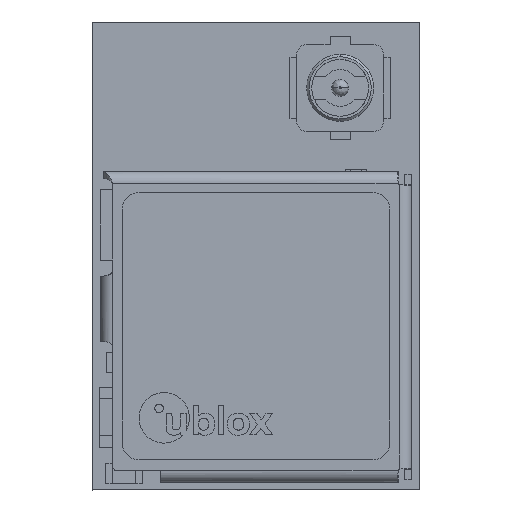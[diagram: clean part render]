
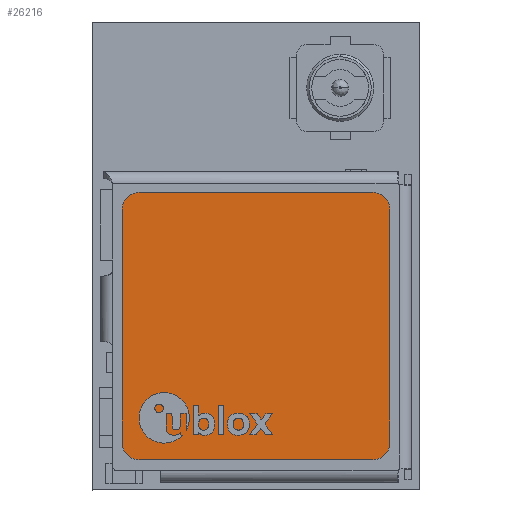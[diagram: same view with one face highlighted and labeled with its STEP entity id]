
A CAD part, top view. The second image highlights one B-rep face of the part: STEP entity #26216.
In plain terms, the highlighted planar face has unit normal (0, 0, 1).
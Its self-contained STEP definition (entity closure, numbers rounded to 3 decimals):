
#467 = LINE ( 'NONE', #8697, #5318 ) ;
#1071 = EDGE_CURVE ( 'NONE', #15888, #20872, #21624, .T. ) ;
#1585 = DIRECTION ( 'NONE',  ( 1., 0., 0. ) ) ;
#1618 = CARTESIAN_POINT ( 'NONE',  ( -3.5, -4., 0.13 ) ) ;
#1695 = CIRCLE ( 'NONE', #22654, 0.5 ) ;
#1714 = CARTESIAN_POINT ( 'NONE',  ( -4., 4., 0.13 ) ) ;
#1802 = EDGE_CURVE ( 'NONE', #20570, #10233, #14296, .T. ) ;
#2099 = CARTESIAN_POINT ( 'NONE',  ( 3.5, 3.5, 0.13 ) ) ;
#2177 = CARTESIAN_POINT ( 'NONE',  ( -4., 4., 0.13 ) ) ;
#2882 = CARTESIAN_POINT ( 'NONE',  ( 4., 3.5, 0.13 ) ) ;
#3326 = ORIENTED_EDGE ( 'NONE', *, *, #1071, .T. ) ;
#3346 = DIRECTION ( 'NONE',  ( 0., 0., 1. ) ) ;
#3530 = ORIENTED_EDGE ( 'NONE', *, *, #10220, .T. ) ;
#3533 = CARTESIAN_POINT ( 'NONE',  ( 0., 0., 0.13 ) ) ;
#3638 = PLANE ( 'NONE',  #4240 ) ;
#3898 = AXIS2_PLACEMENT_3D ( 'NONE', #14883, #17121, #1585 ) ;
#4240 = AXIS2_PLACEMENT_3D ( 'NONE', #3533, #3346, #16475 ) ;
#5136 = VECTOR ( 'NONE', #8757, 1000. ) ;
#5318 = VECTOR ( 'NONE', #24155, 1000. ) ;
#5549 = CIRCLE ( 'NONE', #13687, 0.5 ) ;
#5628 = ORIENTED_EDGE ( 'NONE', *, *, #14200, .T. ) ;
#5752 = EDGE_CURVE ( 'NONE', #25694, #28662, #9345, .T. ) ;
#6038 = EDGE_CURVE ( 'NONE', #18598, #20570, #1695, .T. ) ;
#7061 = CARTESIAN_POINT ( 'NONE',  ( 3.5, -4., 0.13 ) ) ;
#7768 = DIRECTION ( 'NONE',  ( 0., 0., 1. ) ) ;
#7905 = ORIENTED_EDGE ( 'NONE', *, *, #1802, .T. ) ;
#8041 = CARTESIAN_POINT ( 'NONE',  ( -3.5, 3.5, 0.13 ) ) ;
#8697 = CARTESIAN_POINT ( 'NONE',  ( -4., -4., 0.13 ) ) ;
#8757 = DIRECTION ( 'NONE',  ( -1., 0., 0. ) ) ;
#8824 = EDGE_LOOP ( 'NONE', ( #7905, #3530, #13832, #3326, #21859, #9781, #5628, #15132 ) ) ;
#8920 = CARTESIAN_POINT ( 'NONE',  ( -3.5, -3.5, 0.13 ) ) ;
#9345 = CIRCLE ( 'NONE', #13772, 0.5 ) ;
#9724 = EDGE_CURVE ( 'NONE', #20872, #25694, #26385, .T. ) ;
#9764 = CARTESIAN_POINT ( 'NONE',  ( -4., 3.5, 0.13 ) ) ;
#9781 = ORIENTED_EDGE ( 'NONE', *, *, #5752, .T. ) ;
#10220 = EDGE_CURVE ( 'NONE', #10233, #28396, #5549, .T. ) ;
#10233 = VERTEX_POINT ( 'NONE', #24263 ) ;
#10802 = DIRECTION ( 'NONE',  ( 1., 0., 0. ) ) ;
#11774 = DIRECTION ( 'NONE',  ( 1., 0., 0. ) ) ;
#11989 = FACE_OUTER_BOUND ( 'NONE', #8824, .T. ) ;
#13562 = EDGE_CURVE ( 'NONE', #28396, #15888, #467, .T. ) ;
#13687 = AXIS2_PLACEMENT_3D ( 'NONE', #8920, #15921, #11774 ) ;
#13772 = AXIS2_PLACEMENT_3D ( 'NONE', #2099, #21803, #10802 ) ;
#13832 = ORIENTED_EDGE ( 'NONE', *, *, #13562, .T. ) ;
#14200 = EDGE_CURVE ( 'NONE', #28662, #18598, #26681, .T. ) ;
#14296 = LINE ( 'NONE', #1714, #27202 ) ;
#14883 = CARTESIAN_POINT ( 'NONE',  ( 3.5, -3.5, 0.13 ) ) ;
#15132 = ORIENTED_EDGE ( 'NONE', *, *, #6038, .T. ) ;
#15888 = VERTEX_POINT ( 'NONE', #7061 ) ;
#15921 = DIRECTION ( 'NONE',  ( 0., 0., 1. ) ) ;
#16475 = DIRECTION ( 'NONE',  ( 1., 0., 0. ) ) ;
#17121 = DIRECTION ( 'NONE',  ( 0., 0., 1. ) ) ;
#17342 = DIRECTION ( 'NONE',  ( 0., -1., 0. ) ) ;
#17921 = CARTESIAN_POINT ( 'NONE',  ( 4., -3.5, 0.13 ) ) ;
#18598 = VERTEX_POINT ( 'NONE', #24756 ) ;
#19419 = DIRECTION ( 'NONE',  ( 0., 1., 0. ) ) ;
#20570 = VERTEX_POINT ( 'NONE', #9764 ) ;
#20872 = VERTEX_POINT ( 'NONE', #17921 ) ;
#21624 = CIRCLE ( 'NONE', #3898, 0.5 ) ;
#21803 = DIRECTION ( 'NONE',  ( 0., 0., 1. ) ) ;
#21857 = CARTESIAN_POINT ( 'NONE',  ( 4., 4., 0.13 ) ) ;
#21859 = ORIENTED_EDGE ( 'NONE', *, *, #9724, .T. ) ;
#22654 = AXIS2_PLACEMENT_3D ( 'NONE', #8041, #7768, #25569 ) ;
#24155 = DIRECTION ( 'NONE',  ( 1., 0., 0. ) ) ;
#24263 = CARTESIAN_POINT ( 'NONE',  ( -4., -3.5, 0.13 ) ) ;
#24423 = CARTESIAN_POINT ( 'NONE',  ( 3.5, 4., 0.13 ) ) ;
#24756 = CARTESIAN_POINT ( 'NONE',  ( -3.5, 4., 0.13 ) ) ;
#25569 = DIRECTION ( 'NONE',  ( 1., 0., 0. ) ) ;
#25694 = VERTEX_POINT ( 'NONE', #2882 ) ;
#26216 = ADVANCED_FACE ( 'NONE', ( #11989 ), #3638, .T. ) ;
#26385 = LINE ( 'NONE', #21857, #28500 ) ;
#26681 = LINE ( 'NONE', #2177, #5136 ) ;
#27202 = VECTOR ( 'NONE', #17342, 1000. ) ;
#28396 = VERTEX_POINT ( 'NONE', #1618 ) ;
#28500 = VECTOR ( 'NONE', #19419, 1000. ) ;
#28662 = VERTEX_POINT ( 'NONE', #24423 ) ;
